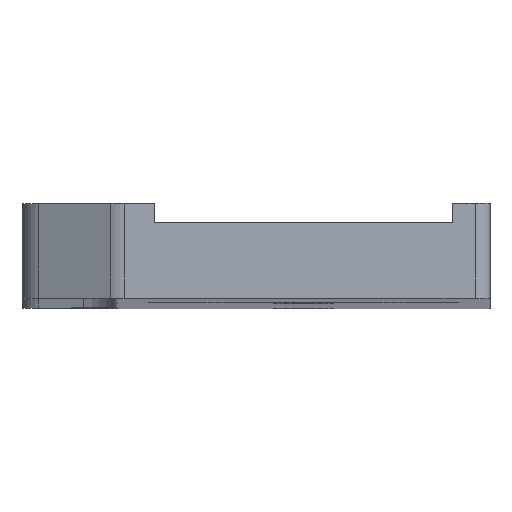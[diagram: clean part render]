
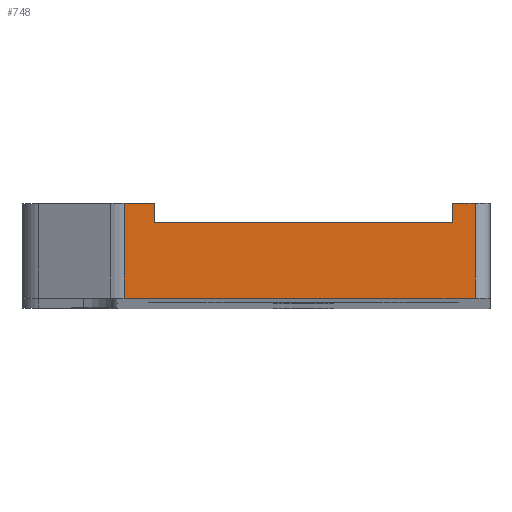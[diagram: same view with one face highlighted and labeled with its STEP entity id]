
A CAD part, top view. The second image highlights one B-rep face of the part: STEP entity #748.
In plain terms, the highlighted planar face has unit normal (0, 0, 1).
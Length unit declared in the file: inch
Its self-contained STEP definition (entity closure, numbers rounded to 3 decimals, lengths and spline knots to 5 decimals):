
#32 = EDGE_CURVE ( 'NONE', #701, #2843, #1719, .T. ) ;
#106 = CARTESIAN_POINT ( 'NONE',  ( 0., 0.25, 15.74803 ) ) ;
#116 = VECTOR ( 'NONE', #2168, 39.37008 ) ;
#117 = CARTESIAN_POINT ( 'NONE',  ( 0.88583, 0.25, 15.74803 ) ) ;
#147 = CARTESIAN_POINT ( 'NONE',  ( 0.94488, 0., 15.74803 ) ) ;
#180 = DIRECTION ( 'NONE',  ( 1., 0., 0. ) ) ;
#181 = EDGE_CURVE ( 'NONE', #2357, #3009, #371, .T. ) ;
#194 = LINE ( 'NONE', #787, #116 ) ;
#242 = VECTOR ( 'NONE', #275, 39.37008 ) ;
#264 = CARTESIAN_POINT ( 'NONE',  ( 0.94488, 0., 15.74803 ) ) ;
#275 = DIRECTION ( 'NONE',  ( 0., 1., 0. ) ) ;
#360 = CARTESIAN_POINT ( 'NONE',  ( 0.09843, 0.2, 15.74803 ) ) ;
#371 = LINE ( 'NONE', #418, #661 ) ;
#418 = CARTESIAN_POINT ( 'NONE',  ( 0., 0., 15.74803 ) ) ;
#445 = CARTESIAN_POINT ( 'NONE',  ( 0.94488, 0.25, 15.74803 ) ) ;
#485 = VECTOR ( 'NONE', #692, 39.37008 ) ;
#498 = EDGE_CURVE ( 'NONE', #877, #1229, #3161, .T. ) ;
#661 = VECTOR ( 'NONE', #3284, 39.37008 ) ;
#684 = ORIENTED_EDGE ( 'NONE', *, *, #3060, .F. ) ;
#692 = DIRECTION ( 'NONE',  ( 0., -1., 0. ) ) ;
#701 = VERTEX_POINT ( 'NONE', #117 ) ;
#748 = ADVANCED_FACE ( 'NONE', ( #2575 ), #1474, .F. ) ;
#787 = CARTESIAN_POINT ( 'NONE',  ( 0.88583, 0., 15.74803 ) ) ;
#813 = DIRECTION ( 'NONE',  ( 1., 0., 0. ) ) ;
#818 = LINE ( 'NONE', #147, #485 ) ;
#821 = EDGE_CURVE ( 'NONE', #2357, #877, #1973, .T. ) ;
#877 = VERTEX_POINT ( 'NONE', #1807 ) ;
#891 = DIRECTION ( 'NONE',  ( 1., 0., 0. ) ) ;
#986 = CARTESIAN_POINT ( 'NONE',  ( 0.01836, 0., 15.74803 ) ) ;
#1053 = VERTEX_POINT ( 'NONE', #1077 ) ;
#1077 = CARTESIAN_POINT ( 'NONE',  ( 0.88583, 0.2, 15.74803 ) ) ;
#1102 = CARTESIAN_POINT ( 'NONE',  ( 0., 0.2, 15.74803 ) ) ;
#1112 = VECTOR ( 'NONE', #2942, 39.37008 ) ;
#1145 = VERTEX_POINT ( 'NONE', #360 ) ;
#1229 = VERTEX_POINT ( 'NONE', #1706 ) ;
#1258 = EDGE_CURVE ( 'NONE', #2843, #3009, #818, .T. ) ;
#1260 = VECTOR ( 'NONE', #2869, 39.37008 ) ;
#1474 = PLANE ( 'NONE',  #2516 ) ;
#1491 = VECTOR ( 'NONE', #813, 39.37008 ) ;
#1503 = EDGE_CURVE ( 'NONE', #1229, #1145, #1965, .T. ) ;
#1564 = ORIENTED_EDGE ( 'NONE', *, *, #1503, .F. ) ;
#1706 = CARTESIAN_POINT ( 'NONE',  ( 0.09843, 0.25, 15.74803 ) ) ;
#1719 = LINE ( 'NONE', #3267, #1882 ) ;
#1735 = CARTESIAN_POINT ( 'NONE',  ( 0., 0., 15.74803 ) ) ;
#1738 = ORIENTED_EDGE ( 'NONE', *, *, #1947, .T. ) ;
#1799 = ORIENTED_EDGE ( 'NONE', *, *, #1258, .F. ) ;
#1807 = CARTESIAN_POINT ( 'NONE',  ( 0.01836, 0.25, 15.74803 ) ) ;
#1871 = CARTESIAN_POINT ( 'NONE',  ( 0.01836, 0., 15.74803 ) ) ;
#1882 = VECTOR ( 'NONE', #891, 39.37008 ) ;
#1947 = EDGE_CURVE ( 'NONE', #701, #1053, #194, .T. ) ;
#1965 = LINE ( 'NONE', #3380, #1260 ) ;
#1973 = LINE ( 'NONE', #986, #242 ) ;
#2111 = ORIENTED_EDGE ( 'NONE', *, *, #821, .F. ) ;
#2168 = DIRECTION ( 'NONE',  ( 0., -1., 0. ) ) ;
#2193 = ORIENTED_EDGE ( 'NONE', *, *, #498, .F. ) ;
#2268 = DIRECTION ( 'NONE',  ( 0., 0., -1. ) ) ;
#2357 = VERTEX_POINT ( 'NONE', #1871 ) ;
#2440 = EDGE_LOOP ( 'NONE', ( #2580, #1738, #684, #1564, #2193, #2111, #3181, #1799 ) ) ;
#2516 = AXIS2_PLACEMENT_3D ( 'NONE', #1735, #2268, #180 ) ;
#2575 = FACE_OUTER_BOUND ( 'NONE', #2440, .T. ) ;
#2580 = ORIENTED_EDGE ( 'NONE', *, *, #32, .F. ) ;
#2843 = VERTEX_POINT ( 'NONE', #445 ) ;
#2869 = DIRECTION ( 'NONE',  ( 0., -1., 0. ) ) ;
#2942 = DIRECTION ( 'NONE',  ( 1., 0., 0. ) ) ;
#3009 = VERTEX_POINT ( 'NONE', #264 ) ;
#3050 = LINE ( 'NONE', #1102, #1491 ) ;
#3060 = EDGE_CURVE ( 'NONE', #1145, #1053, #3050, .T. ) ;
#3161 = LINE ( 'NONE', #106, #1112 ) ;
#3181 = ORIENTED_EDGE ( 'NONE', *, *, #181, .T. ) ;
#3267 = CARTESIAN_POINT ( 'NONE',  ( 0., 0.25, 15.74803 ) ) ;
#3284 = DIRECTION ( 'NONE',  ( 1., 0., 0. ) ) ;
#3380 = CARTESIAN_POINT ( 'NONE',  ( 0.09843, 0., 15.74803 ) ) ;
